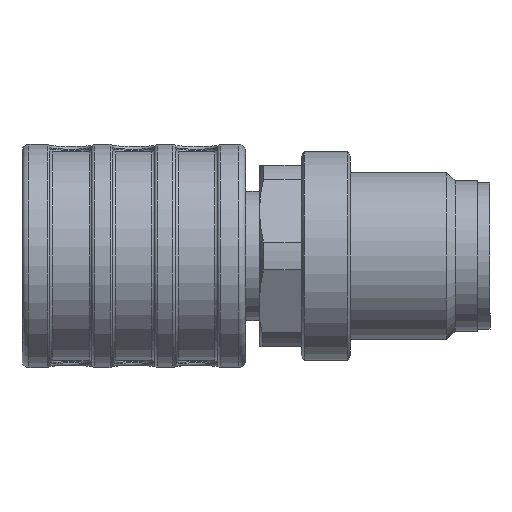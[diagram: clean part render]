
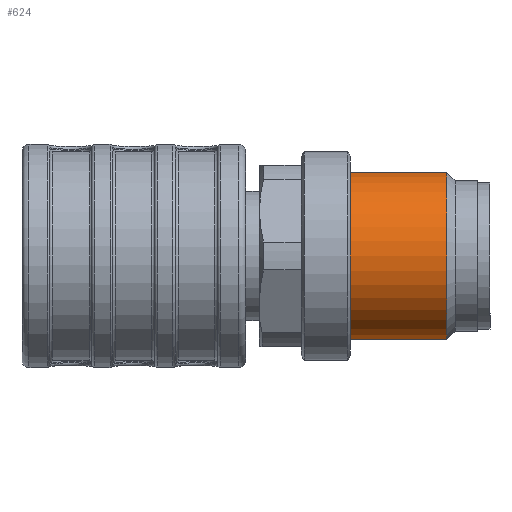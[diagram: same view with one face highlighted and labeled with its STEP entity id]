
A CAD part, front view. The second image highlights one B-rep face of the part: STEP entity #624.
In plain terms, the highlighted cylindrical face has radius 6 mm (diameter 12 mm), a full revolution.
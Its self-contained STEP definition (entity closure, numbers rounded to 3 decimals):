
#624=ADVANCED_FACE('',(#1712,#1713),#910,.T.);
#910=CYLINDRICAL_SURFACE('',#4841,6.);
#1712=FACE_BOUND('',#1784,.T.);
#1713=FACE_BOUND('',#1785,.T.);
#1784=EDGE_LOOP('',(#2124));
#1785=EDGE_LOOP('',(#2125));
#2124=ORIENTED_EDGE('',*,*,#3920,.F.);
#2125=ORIENTED_EDGE('',*,*,#3921,.T.);
#3484=VERTEX_POINT('',#6750);
#3485=VERTEX_POINT('',#6753);
#3920=EDGE_CURVE('',#3484,#3484,#4597,.T.);
#3921=EDGE_CURVE('',#3485,#3485,#4598,.T.);
#4597=CIRCLE('',#4838,6.);
#4598=CIRCLE('',#4840,6.);
#4838=AXIS2_PLACEMENT_3D('',#6749,#5371,#5372);
#4840=AXIS2_PLACEMENT_3D('',#6752,#5375,#5376);
#4841=AXIS2_PLACEMENT_3D('',#6754,#5377,#5378);
#5371=DIRECTION('',(1.,0.,0.));
#5372=DIRECTION('',(0.,-0.5,0.866));
#5375=DIRECTION('',(1.,0.,0.));
#5376=DIRECTION('',(0.,-0.866,0.5));
#5377=DIRECTION('',(1.,0.,0.));
#5378=DIRECTION('',(0.,-0.5,0.866));
#6749=CARTESIAN_POINT('',(143.901,-55.6,0.));
#6750=CARTESIAN_POINT('',(143.901,-58.6,5.196));
#6752=CARTESIAN_POINT('',(137.001,-55.6,0.));
#6753=CARTESIAN_POINT('',(137.001,-60.796,3.));
#6754=CARTESIAN_POINT('',(146.001,-55.6,0.));
